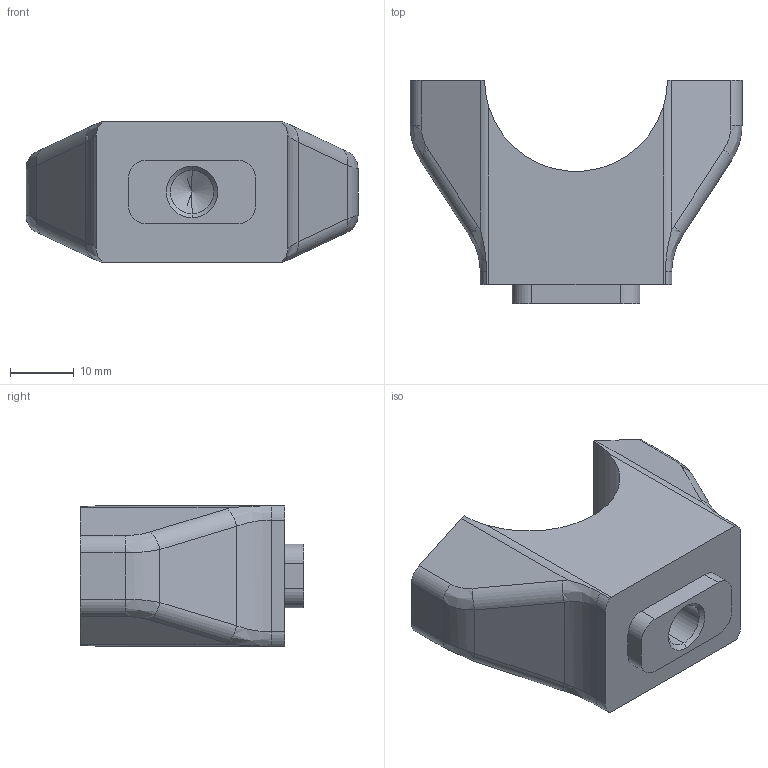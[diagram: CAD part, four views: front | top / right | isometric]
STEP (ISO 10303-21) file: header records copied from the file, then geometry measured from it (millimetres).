
FILE_DESCRIPTION (( 'STEP AP214' ), '1' );
FILE_NAME ('pontet.STEP', '2024-02-02T18:44:19', ( '' ), ( '' ), 'SwSTEP 2.0', 'SolidWorks 2024', '' );
FILE_SCHEMA (( 'AUTOMOTIVE_DESIGN' ));
Length unit declared in the file: millimetre
Products named in the file (1): pontet
Bounding box: 52 x 35 x 22 mm (x, y, z)
Volume: 19823 mm3; surface area: 6291.7 mm2
Topology: 1 solids, 1 shells, 71 faces, 176 edges, 105 vertices
Faces by surface type: cylinder 31, plane 20, cone 12, bspline 8
Entity records: 2215 total; most frequent: CARTESIAN_POINT 591, ORIENTED_EDGE 340, DIRECTION 334, EDGE_CURVE 170, AXIS2_PLACEMENT_3D 124, VERTEX_POINT 105, LINE 86, VECTOR 86
